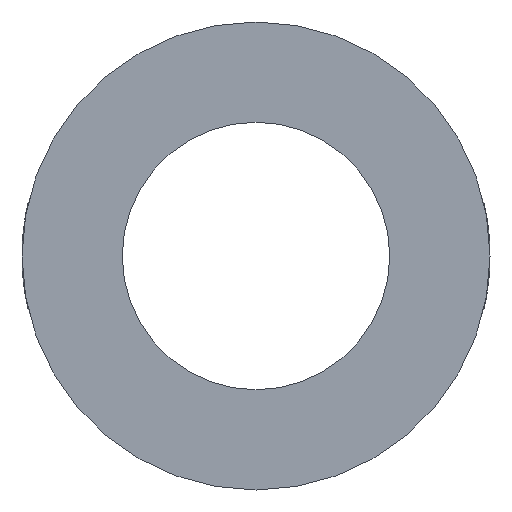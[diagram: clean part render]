
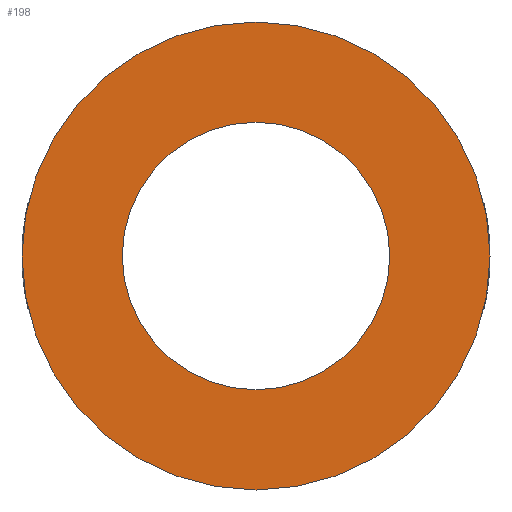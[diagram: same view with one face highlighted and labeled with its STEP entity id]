
A CAD part, front view. The second image highlights one B-rep face of the part: STEP entity #198.
In plain terms, the highlighted planar face has unit normal (0, -1, 0).
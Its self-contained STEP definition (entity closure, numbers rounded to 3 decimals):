
#3 = CIRCLE ( 'NONE', #142, 4. ) ;
#9 = CIRCLE ( 'NONE', #559, 7. ) ;
#10 = FACE_OUTER_BOUND ( 'NONE', #102, .T. ) ;
#17 = CARTESIAN_POINT ( 'NONE',  ( 0., -3., 0. ) ) ;
#18 = AXIS2_PLACEMENT_3D ( 'NONE', #114, #460, #406 ) ;
#33 = ORIENTED_EDGE ( 'NONE', *, *, #107, .T. ) ;
#66 = DIRECTION ( 'NONE',  ( 0., 0., -1. ) ) ;
#68 = CARTESIAN_POINT ( 'NONE',  ( 4., -3., 0. ) ) ;
#76 = AXIS2_PLACEMENT_3D ( 'NONE', #68, #225, #465 ) ;
#78 = ORIENTED_EDGE ( 'NONE', *, *, #86, .F. ) ;
#86 = EDGE_CURVE ( 'NONE', #464, #159, #3, .T. ) ;
#89 = VERTEX_POINT ( 'NONE', #144 ) ;
#97 = AXIS2_PLACEMENT_3D ( 'NONE', #17, #110, #393 ) ;
#102 = EDGE_LOOP ( 'NONE', ( #386, #33 ) ) ;
#107 = EDGE_CURVE ( 'NONE', #212, #89, #498, .T. ) ;
#110 = DIRECTION ( 'NONE',  ( 0., -1., 0. ) ) ;
#114 = CARTESIAN_POINT ( 'NONE',  ( 0., -3., 0. ) ) ;
#138 = EDGE_CURVE ( 'NONE', #159, #464, #508, .T. ) ;
#139 = CARTESIAN_POINT ( 'NONE',  ( 0., -3., 4. ) ) ;
#142 = AXIS2_PLACEMENT_3D ( 'NONE', #211, #153, #66 ) ;
#144 = CARTESIAN_POINT ( 'NONE',  ( 0., -3., -7. ) ) ;
#153 = DIRECTION ( 'NONE',  ( 0., -1., 0. ) ) ;
#159 = VERTEX_POINT ( 'NONE', #600 ) ;
#198 = ADVANCED_FACE ( 'NONE', ( #10, #410 ), #366, .T. ) ;
#199 = CARTESIAN_POINT ( 'NONE',  ( 0., -3., 0. ) ) ;
#211 = CARTESIAN_POINT ( 'NONE',  ( 0., -3., 0. ) ) ;
#212 = VERTEX_POINT ( 'NONE', #551 ) ;
#225 = DIRECTION ( 'NONE',  ( 0., -1., 0. ) ) ;
#295 = DIRECTION ( 'NONE',  ( 0., -1., 0. ) ) ;
#366 = PLANE ( 'NONE',  #76 ) ;
#386 = ORIENTED_EDGE ( 'NONE', *, *, #447, .T. ) ;
#393 = DIRECTION ( 'NONE',  ( 0., 0., -1. ) ) ;
#401 = EDGE_LOOP ( 'NONE', ( #486, #78 ) ) ;
#406 = DIRECTION ( 'NONE',  ( 0., 0., -1. ) ) ;
#410 = FACE_BOUND ( 'NONE', #401, .T. ) ;
#447 = EDGE_CURVE ( 'NONE', #89, #212, #9, .T. ) ;
#460 = DIRECTION ( 'NONE',  ( 0., -1., 0. ) ) ;
#464 = VERTEX_POINT ( 'NONE', #139 ) ;
#465 = DIRECTION ( 'NONE',  ( 0., 0., -1. ) ) ;
#486 = ORIENTED_EDGE ( 'NONE', *, *, #138, .F. ) ;
#498 = CIRCLE ( 'NONE', #97, 7. ) ;
#508 = CIRCLE ( 'NONE', #18, 4. ) ;
#519 = DIRECTION ( 'NONE',  ( 0., 0., -1. ) ) ;
#551 = CARTESIAN_POINT ( 'NONE',  ( 0., -3., 7. ) ) ;
#559 = AXIS2_PLACEMENT_3D ( 'NONE', #199, #295, #519 ) ;
#600 = CARTESIAN_POINT ( 'NONE',  ( 0., -3., -4. ) ) ;
